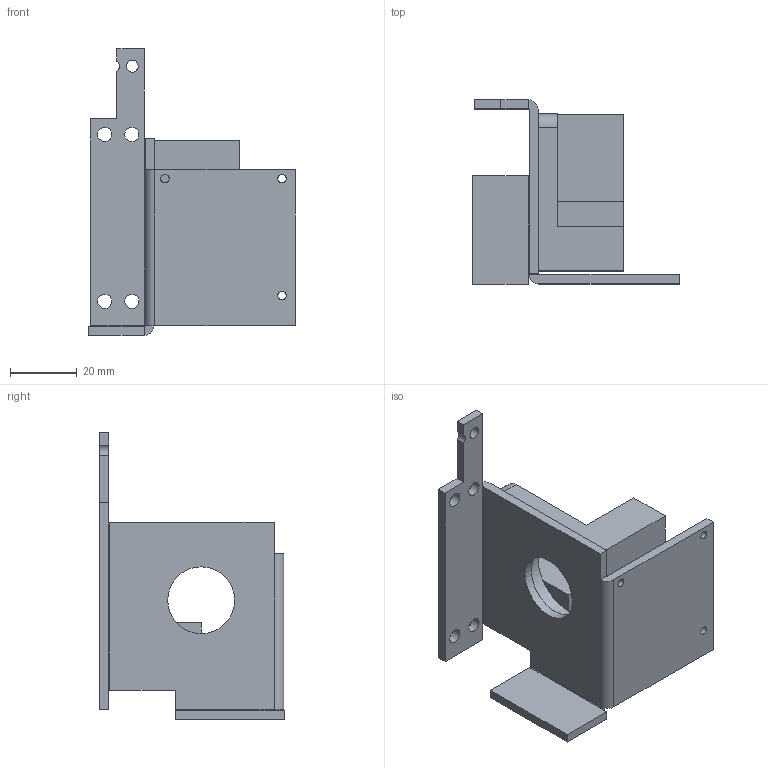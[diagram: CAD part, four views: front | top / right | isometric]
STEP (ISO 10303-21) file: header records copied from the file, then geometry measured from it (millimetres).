
FILE_DESCRIPTION(('FreeCAD Model'),'2;1');
FILE_NAME('Open CASCADE Shape Model','2024-09-11T21:41:34',(''),(''), 'Open CASCADE STEP processor 7.7','Ondsel','Unknown');
FILE_SCHEMA(('AUTOMOTIVE_DESIGN { 1 0 10303 214 1 1 1 1 }'));
Length unit declared in the file: millimetre
Products named in the file (3): Sovol_SV04_Extruder_Bracket_Left; Body; Body001
Assembly tree (2 placements, depth 2):
  Sovol_SV04_Extruder_Bracket_Left
    Body
    Body001
Bounding box: 61.9 x 55.1 x 85.7 mm (x, y, z)
Volume: 35832.8 mm3; surface area: 23348.7 mm2
Topology: 2 solids, 2 shells, 68 faces, 181 edges, 116 vertices
Faces by surface type: plane 49, cylinder 19
Full cylindrical faces by diameter (mm): 2.5 x3, 3.6 x1, 4.3 x4, 20 x1, 25.6 x1
Entity records: 2199 total; most frequent: CARTESIAN_POINT 368, DIRECTION 363, ORIENTED_EDGE 362, EDGE_CURVE 181, LINE 141, VECTOR 141, VERTEX_POINT 116, AXIS2_PLACEMENT_3D 111
